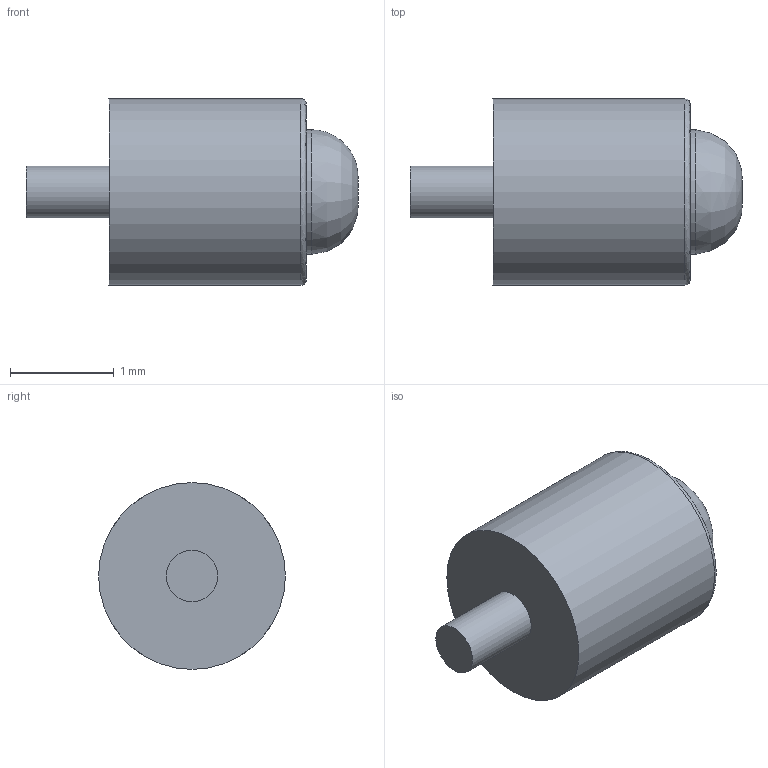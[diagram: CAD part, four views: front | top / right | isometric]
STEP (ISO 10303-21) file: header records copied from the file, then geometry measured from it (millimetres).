
FILE_DESCRIPTION(('FreeCAD Model'),'2;1');
FILE_NAME('Open CASCADE Shape Model','2024-11-28T00:47:25',('FreeCAD'),( 'FreeCAD'),'Open CASCADE STEP processor 7.7','FreeCAD','Unknown');
FILE_SCHEMA(('AUTOMOTIVE_DESIGN { 1 0 10303 214 1 1 1 1 }'));
Length unit declared in the file: millimetre
Products named in the file (1): Open CASCADE STEP translator 7.7 2
Bounding box: 3.2 x 1.8 x 1.8 mm (x, y, z)
Volume: 5.4 mm3; surface area: 18 mm2
Topology: 1 solids, 1 shells, 9 faces, 13 edges, 8 vertices
Faces by surface type: plane 4, cylinder 3, revolution 2
Full cylindrical faces by diameter (mm): 0.5 x1, 1.2 x1, 1.8 x1
Entity records: 219 total; most frequent: DIRECTION 45, CARTESIAN_POINT 33, ORIENTED_EDGE 26, AXIS2_PLACEMENT_3D 20, EDGE_CURVE 13, CIRCLE 12, FACE_BOUND 11, EDGE_LOOP 11
